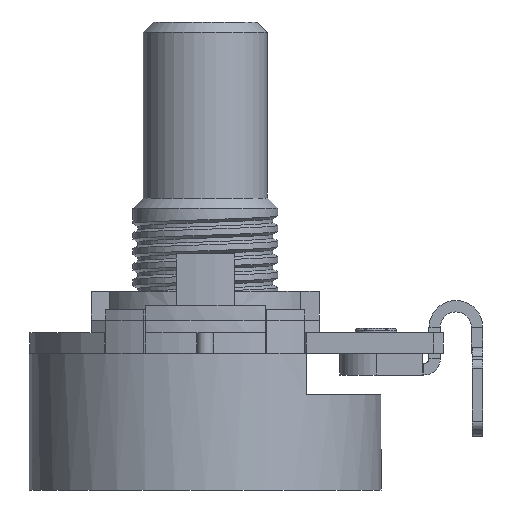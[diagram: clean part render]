
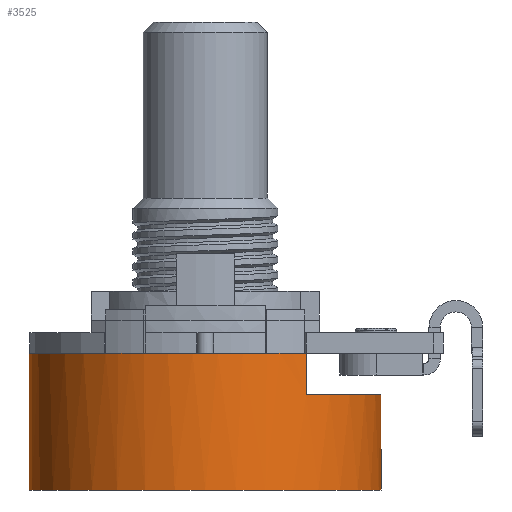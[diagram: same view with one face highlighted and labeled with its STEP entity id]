
A CAD part, left-side view. The second image highlights one B-rep face of the part: STEP entity #3525.
In plain terms, the highlighted cylindrical face has radius 8.5 mm (diameter 17 mm), a full revolution.
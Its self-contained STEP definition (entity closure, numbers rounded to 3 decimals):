
#3191 = VERTEX_POINT('',#3192);
#3192 = CARTESIAN_POINT('',(-7.965,2.969,-1.));
#3318 = VERTEX_POINT('',#3319);
#3319 = CARTESIAN_POINT('',(-7.006,4.814,-1.));
#3341 = EDGE_CURVE('',#3318,#3342,#3344,.T.);
#3342 = VERTEX_POINT('',#3343);
#3343 = CARTESIAN_POINT('',(7.006,4.814,-1.));
#3344 = CIRCLE('',#3345,8.5);
#3345 = AXIS2_PLACEMENT_3D('',#3346,#3347,#3348);
#3346 = CARTESIAN_POINT('',(0.,0.,-1.));
#3347 = DIRECTION('',(0.,0.,-1.));
#3348 = DIRECTION('',(1.,0.,0.));
#3368 = VERTEX_POINT('',#3369);
#3369 = CARTESIAN_POINT('',(7.965,2.969,-1.));
#3375 = EDGE_CURVE('',#3368,#3376,#3378,.T.);
#3376 = VERTEX_POINT('',#3377);
#3377 = CARTESIAN_POINT('',(8.5,0.,-1.));
#3378 = CIRCLE('',#3379,8.5);
#3379 = AXIS2_PLACEMENT_3D('',#3380,#3381,#3382);
#3380 = CARTESIAN_POINT('',(0.,0.,-1.));
#3381 = DIRECTION('',(0.,0.,-1.));
#3382 = DIRECTION('',(1.,0.,0.));
#3384 = EDGE_CURVE('',#3376,#3385,#3387,.T.);
#3385 = VERTEX_POINT('',#3386);
#3386 = CARTESIAN_POINT('',(7.965,-2.969,-1.));
#3387 = CIRCLE('',#3388,8.5);
#3388 = AXIS2_PLACEMENT_3D('',#3389,#3390,#3391);
#3389 = CARTESIAN_POINT('',(0.,0.,-1.));
#3390 = DIRECTION('',(0.,0.,-1.));
#3391 = DIRECTION('',(1.,0.,0.));
#3411 = VERTEX_POINT('',#3412);
#3412 = CARTESIAN_POINT('',(7.006,-4.814,-1.));
#3418 = EDGE_CURVE('',#3411,#3419,#3421,.T.);
#3419 = VERTEX_POINT('',#3420);
#3420 = CARTESIAN_POINT('',(6.963,-4.875,-1.));
#3421 = CIRCLE('',#3422,8.5);
#3422 = AXIS2_PLACEMENT_3D('',#3423,#3424,#3425);
#3423 = CARTESIAN_POINT('',(0.,0.,-1.));
#3424 = DIRECTION('',(0.,0.,-1.));
#3425 = DIRECTION('',(1.,0.,0.));
#3454 = VERTEX_POINT('',#3455);
#3455 = CARTESIAN_POINT('',(-6.963,-4.875,-1.));
#3461 = EDGE_CURVE('',#3454,#3462,#3464,.T.);
#3462 = VERTEX_POINT('',#3463);
#3463 = CARTESIAN_POINT('',(-7.006,-4.814,-1.));
#3464 = CIRCLE('',#3465,8.5);
#3465 = AXIS2_PLACEMENT_3D('',#3466,#3467,#3468);
#3466 = CARTESIAN_POINT('',(0.,0.,-1.));
#3467 = DIRECTION('',(0.,0.,-1.));
#3468 = DIRECTION('',(1.,0.,0.));
#3488 = VERTEX_POINT('',#3489);
#3489 = CARTESIAN_POINT('',(-7.965,-2.969,-1.));
#3495 = EDGE_CURVE('',#3488,#3191,#3496,.T.);
#3496 = CIRCLE('',#3497,8.5);
#3497 = AXIS2_PLACEMENT_3D('',#3498,#3499,#3500);
#3498 = CARTESIAN_POINT('',(0.,0.,-1.));
#3499 = DIRECTION('',(0.,0.,-1.));
#3500 = DIRECTION('',(1.,0.,0.));
#3511 = EDGE_CURVE('',#3318,#3191,#3512,.T.);
#3512 = CIRCLE('',#3513,8.5);
#3513 = AXIS2_PLACEMENT_3D('',#3514,#3515,#3516);
#3514 = CARTESIAN_POINT('',(0.,0.,-1.));
#3515 = DIRECTION('',(0.,0.,1.));
#3516 = DIRECTION('',(1.,0.,-0.));
#3525 = ADVANCED_FACE('',(#3526),#3595,.T.);
#3526 = FACE_BOUND('',#3527,.T.);
#3527 = EDGE_LOOP('',(#3528,#3535,#3536,#3544,#3553,#3559,#3560,#3567,
    #3568,#3569,#3570,#3577,#3578,#3586,#3593,#3594));
#3528 = ORIENTED_EDGE('',*,*,#3529,.F.);
#3529 = EDGE_CURVE('',#3411,#3385,#3530,.T.);
#3530 = CIRCLE('',#3531,8.5);
#3531 = AXIS2_PLACEMENT_3D('',#3532,#3533,#3534);
#3532 = CARTESIAN_POINT('',(0.,0.,-1.));
#3533 = DIRECTION('',(0.,0.,1.));
#3534 = DIRECTION('',(-1.,0.,0.));
#3535 = ORIENTED_EDGE('',*,*,#3418,.T.);
#3536 = ORIENTED_EDGE('',*,*,#3537,.T.);
#3537 = EDGE_CURVE('',#3419,#3538,#3540,.T.);
#3538 = VERTEX_POINT('',#3539);
#3539 = CARTESIAN_POINT('',(6.963,-4.875,-3.));
#3540 = LINE('',#3541,#3542);
#3541 = CARTESIAN_POINT('',(6.963,-4.875,-1.));
#3542 = VECTOR('',#3543,1.);
#3543 = DIRECTION('',(-0.,-0.,-1.));
#3544 = ORIENTED_EDGE('',*,*,#3545,.F.);
#3545 = EDGE_CURVE('',#3546,#3538,#3548,.T.);
#3546 = VERTEX_POINT('',#3547);
#3547 = CARTESIAN_POINT('',(-6.963,-4.875,-3.));
#3548 = CIRCLE('',#3549,8.5);
#3549 = AXIS2_PLACEMENT_3D('',#3550,#3551,#3552);
#3550 = CARTESIAN_POINT('',(0.,0.,-3.));
#3551 = DIRECTION('',(0.,0.,1.));
#3552 = DIRECTION('',(1.,0.,0.));
#3553 = ORIENTED_EDGE('',*,*,#3554,.F.);
#3554 = EDGE_CURVE('',#3454,#3546,#3555,.T.);
#3555 = LINE('',#3556,#3557);
#3556 = CARTESIAN_POINT('',(-6.963,-4.875,-1.));
#3557 = VECTOR('',#3558,1.);
#3558 = DIRECTION('',(-0.,-0.,-1.));
#3559 = ORIENTED_EDGE('',*,*,#3461,.T.);
#3560 = ORIENTED_EDGE('',*,*,#3561,.T.);
#3561 = EDGE_CURVE('',#3462,#3488,#3562,.T.);
#3562 = CIRCLE('',#3563,8.5);
#3563 = AXIS2_PLACEMENT_3D('',#3564,#3565,#3566);
#3564 = CARTESIAN_POINT('',(0.,0.,-1.));
#3565 = DIRECTION('',(0.,0.,-1.));
#3566 = DIRECTION('',(1.,0.,0.));
#3567 = ORIENTED_EDGE('',*,*,#3495,.T.);
#3568 = ORIENTED_EDGE('',*,*,#3511,.F.);
#3569 = ORIENTED_EDGE('',*,*,#3341,.T.);
#3570 = ORIENTED_EDGE('',*,*,#3571,.T.);
#3571 = EDGE_CURVE('',#3342,#3368,#3572,.T.);
#3572 = CIRCLE('',#3573,8.5);
#3573 = AXIS2_PLACEMENT_3D('',#3574,#3575,#3576);
#3574 = CARTESIAN_POINT('',(0.,0.,-1.));
#3575 = DIRECTION('',(0.,0.,-1.));
#3576 = DIRECTION('',(-1.,-0.,-0.));
#3577 = ORIENTED_EDGE('',*,*,#3375,.T.);
#3578 = ORIENTED_EDGE('',*,*,#3579,.T.);
#3579 = EDGE_CURVE('',#3376,#3580,#3582,.T.);
#3580 = VERTEX_POINT('',#3581);
#3581 = CARTESIAN_POINT('',(8.5,0.,-7.6));
#3582 = LINE('',#3583,#3584);
#3583 = CARTESIAN_POINT('',(8.5,0.,-1.));
#3584 = VECTOR('',#3585,1.);
#3585 = DIRECTION('',(0.,0.,-1.));
#3586 = ORIENTED_EDGE('',*,*,#3587,.F.);
#3587 = EDGE_CURVE('',#3580,#3580,#3588,.T.);
#3588 = CIRCLE('',#3589,8.5);
#3589 = AXIS2_PLACEMENT_3D('',#3590,#3591,#3592);
#3590 = CARTESIAN_POINT('',(0.,0.,-7.6));
#3591 = DIRECTION('',(0.,0.,-1.));
#3592 = DIRECTION('',(1.,0.,0.));
#3593 = ORIENTED_EDGE('',*,*,#3579,.F.);
#3594 = ORIENTED_EDGE('',*,*,#3384,.T.);
#3595 = CYLINDRICAL_SURFACE('',#3596,8.5);
#3596 = AXIS2_PLACEMENT_3D('',#3597,#3598,#3599);
#3597 = CARTESIAN_POINT('',(0.,0.,-1.));
#3598 = DIRECTION('',(0.,0.,1.));
#3599 = DIRECTION('',(1.,0.,0.));
